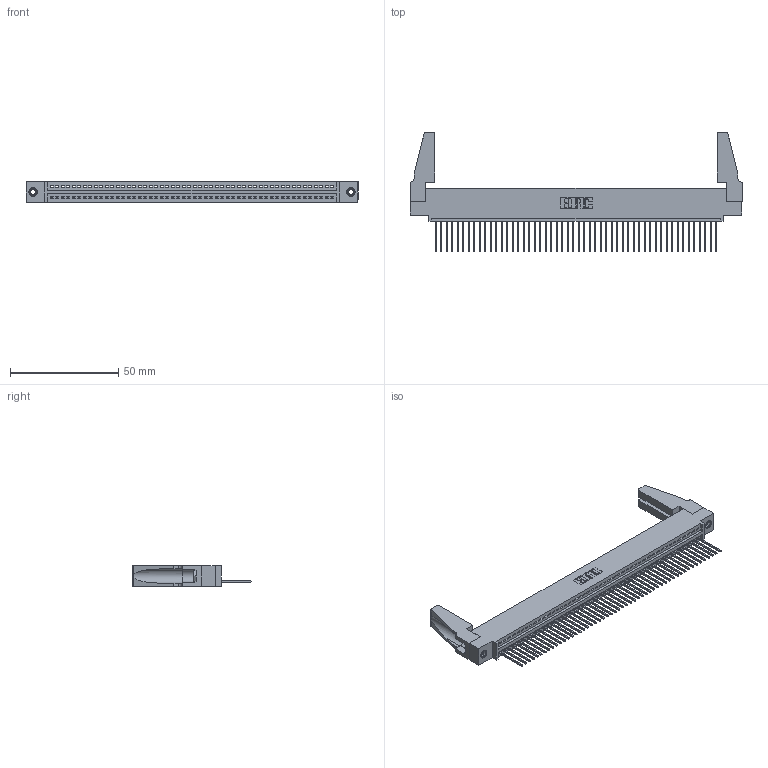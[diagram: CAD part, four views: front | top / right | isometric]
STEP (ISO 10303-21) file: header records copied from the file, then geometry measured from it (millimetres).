
FILE_DESCRIPTION (( 'STEP AP203' ), '1' );
FILE_NAME ('395-052-540-488.STEP', '2019-10-23T12:39:56', ( '' ), ( '' ), 'SwSTEP 2.0', 'SolidWorks 2016', '' );
FILE_SCHEMA (( 'CONFIG_CONTROL_DESIGN' ));
Length unit declared in the file: inch
Products named in the file (5): 395-052-540-488; 345-220-078_345-220-088; 345-250-001_345-250-001-102; 345 Part_0.110 Offset - 0.156 Dia-TH; 345-292-001_345-293-140
Assembly tree (57 placements, depth 2):
  395-052-540-488
    345 Part_0.110 Offset - 0.156 Dia-TH
    345-292-001_345-293-140  x52
    345-250-001_345-250-001-102  x2
    345-220-078_345-220-088  x2
Bounding box: 153.31 x 54.79 x 9.4 mm (x, y, z)
Volume: 17893.4 mm3; surface area: 23310.2 mm2
Topology: 57 solids, 57 shells, 3270 faces, 9819 edges, 6466 vertices
Faces by surface type: plane 2236, cylinder 1018, cone 12, torus 4
Entity records: 40088 total; most frequent: CARTESIAN_POINT 6934, ORIENTED_EDGE 6880, DIRECTION 6048, EDGE_CURVE 3440, LINE 3058, VECTOR 3058, VERTEX_POINT 2286, AXIS2_PLACEMENT_3D 1495
